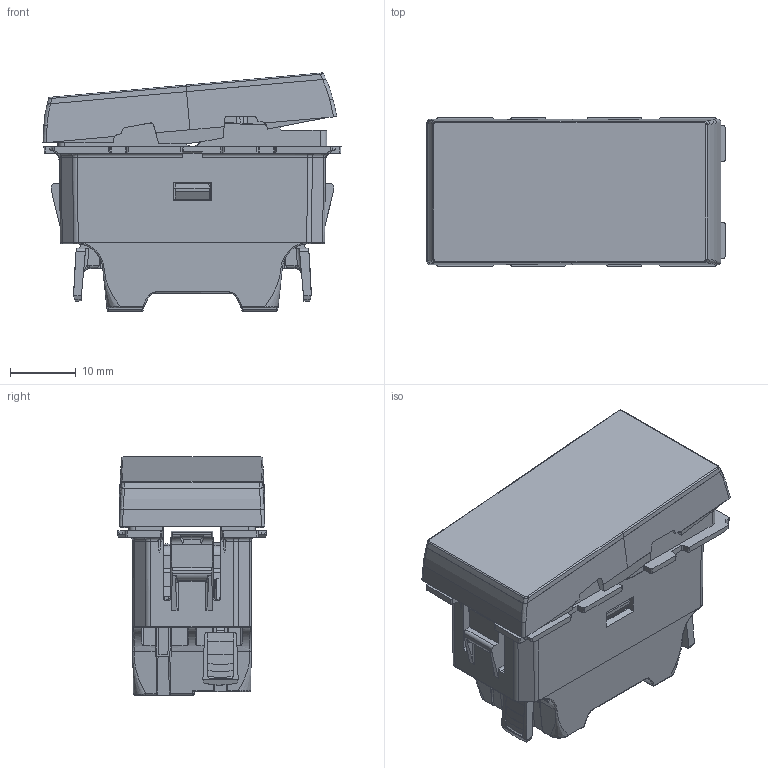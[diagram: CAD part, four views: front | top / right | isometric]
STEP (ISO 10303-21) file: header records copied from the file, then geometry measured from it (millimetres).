
FILE_DESCRIPTION(('CATIA V5 STEP Exchange','CAx-IF Rec.Pracs.--- Model Styling and Organization---1.4--- 2014-01-23'),'2;1');
FILE_NAME('077030L allege.stp','2020-11-26T08:56:59+00:00',('none'),('none'),'CATIA Version 5-6 Release 2017 SP3','CATIA V5 STEP AP214','none');
FILE_SCHEMA(('AUTOMOTIVE_DESIGN { 1 0 10303 214 1 1 1 1 }'));
Products named in the file (1): 077030L  alleger
Bounding box: 45.19 x 22.52 x 36.11 mm (x, y, z)
Volume: 9029.7 mm3; surface area: 16226.1 mm2
Topology: 4 solids, 4 shells, 3325 faces, 9476 edges, 6161 vertices
Faces by surface type: plane 2272, cylinder 582, bspline 280, cone 146, torus 22, sphere 19, revolution 4
Entity records: 119595 total; most frequent: CARTESIAN_POINT 41479, ORIENTED_EDGE 18898, DIRECTION 11366, EDGE_CURVE 9449, VERTEX_POINT 6161, VECTOR 5995, LINE 5995, EDGE_LOOP 3402
